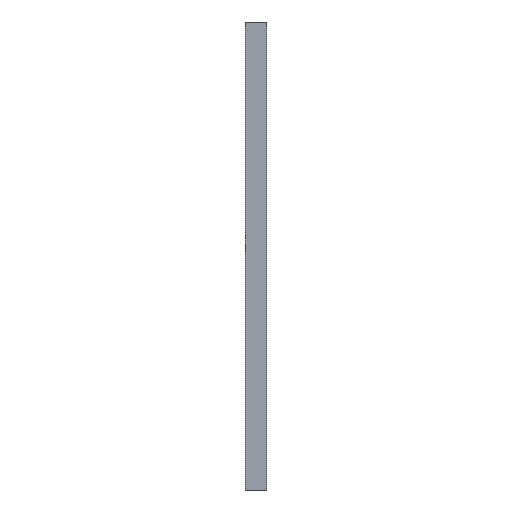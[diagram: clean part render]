
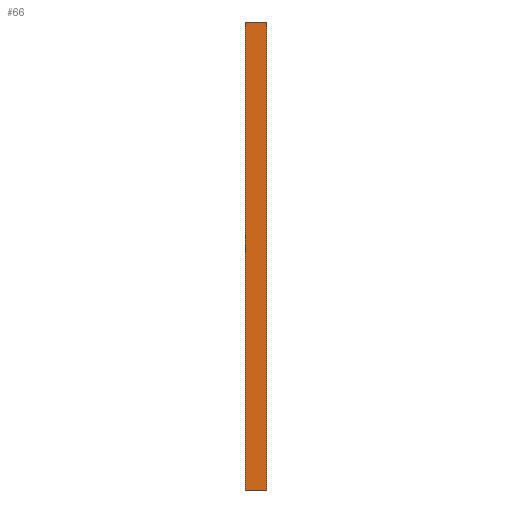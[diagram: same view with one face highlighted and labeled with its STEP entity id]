
A CAD part, left-side view. The second image highlights one B-rep face of the part: STEP entity #66.
In plain terms, the highlighted planar face has unit normal (-1, 0, 0).
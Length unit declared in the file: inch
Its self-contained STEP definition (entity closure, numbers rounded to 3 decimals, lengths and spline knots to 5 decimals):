
#15 = ORIENTED_EDGE ( 'NONE', *, *, #365, .T. ) ;
#27 = CARTESIAN_POINT ( 'NONE',  ( -6.5, 0.25, -5.5 ) ) ;
#34 = EDGE_LOOP ( 'NONE', ( #128, #278, #174, #15 ) ) ;
#45 = DIRECTION ( 'NONE',  ( 0., 0., 1. ) ) ;
#66 = ADVANCED_FACE ( 'NONE', ( #772 ), #711, .F. ) ;
#75 = VERTEX_POINT ( 'NONE', #27 ) ;
#128 = ORIENTED_EDGE ( 'NONE', *, *, #795, .T. ) ;
#138 = VECTOR ( 'NONE', #45, 39.37008 ) ;
#146 = VECTOR ( 'NONE', #632, 39.37008 ) ;
#147 = EDGE_CURVE ( 'NONE', #75, #679, #381, .T. ) ;
#155 = CARTESIAN_POINT ( 'NONE',  ( -6.5, 0.25, 5.5 ) ) ;
#174 = ORIENTED_EDGE ( 'NONE', *, *, #147, .F. ) ;
#197 = LINE ( 'NONE', #390, #319 ) ;
#216 = LINE ( 'NONE', #725, #138 ) ;
#278 = ORIENTED_EDGE ( 'NONE', *, *, #720, .F. ) ;
#294 = CARTESIAN_POINT ( 'NONE',  ( -6.5, -0.25, 5.5 ) ) ;
#319 = VECTOR ( 'NONE', #635, 39.37008 ) ;
#326 = CARTESIAN_POINT ( 'NONE',  ( -6.5, -0.25, -5.5 ) ) ;
#365 = EDGE_CURVE ( 'NONE', #75, #685, #197, .T. ) ;
#381 = LINE ( 'NONE', #623, #146 ) ;
#390 = CARTESIAN_POINT ( 'NONE',  ( -6.5, 0.25, -5.5 ) ) ;
#394 = LINE ( 'NONE', #712, #769 ) ;
#400 = DIRECTION ( 'NONE',  ( 0., 0., -1. ) ) ;
#413 = DIRECTION ( 'NONE',  ( 1., 0., 0. ) ) ;
#464 = VERTEX_POINT ( 'NONE', #294 ) ;
#623 = CARTESIAN_POINT ( 'NONE',  ( -6.5, 0.25, 5.5 ) ) ;
#632 = DIRECTION ( 'NONE',  ( 0., 0., 1. ) ) ;
#635 = DIRECTION ( 'NONE',  ( 0., -1., 0. ) ) ;
#641 = DIRECTION ( 'NONE',  ( 0., -1., 0. ) ) ;
#679 = VERTEX_POINT ( 'NONE', #773 ) ;
#685 = VERTEX_POINT ( 'NONE', #326 ) ;
#711 = PLANE ( 'NONE',  #791 ) ;
#712 = CARTESIAN_POINT ( 'NONE',  ( -6.5, 0.25, 5.5 ) ) ;
#720 = EDGE_CURVE ( 'NONE', #679, #464, #394, .T. ) ;
#725 = CARTESIAN_POINT ( 'NONE',  ( -6.5, -0.25, 5.5 ) ) ;
#769 = VECTOR ( 'NONE', #641, 39.37008 ) ;
#772 = FACE_OUTER_BOUND ( 'NONE', #34, .T. ) ;
#773 = CARTESIAN_POINT ( 'NONE',  ( -6.5, 0.25, 5.5 ) ) ;
#791 = AXIS2_PLACEMENT_3D ( 'NONE', #155, #413, #400 ) ;
#795 = EDGE_CURVE ( 'NONE', #685, #464, #216, .T. ) ;
